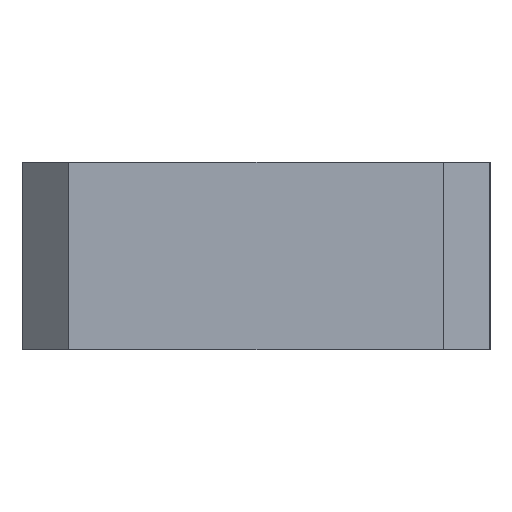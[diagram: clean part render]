
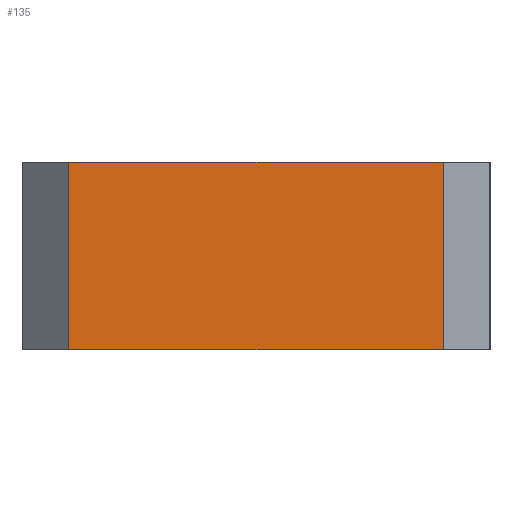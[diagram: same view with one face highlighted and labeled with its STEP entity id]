
A CAD part, left-side view. The second image highlights one B-rep face of the part: STEP entity #135.
In plain terms, the highlighted planar face has unit normal (-1, 0, 0).
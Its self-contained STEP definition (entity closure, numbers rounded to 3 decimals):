
#96=CARTESIAN_POINT('',(-30.0,8.0,0.0));
#97=VERTEX_POINT('',#96);
#98=CARTESIAN_POINT('',(-30.0,-8.0,0.0));
#99=VERTEX_POINT('',#98);
#100=CARTESIAN_POINT('',(-30.0,10.0,0.0));
#101=DIRECTION('',(0.0,-1.0,0.0));
#102=VECTOR('',#101,1.0);
#103=LINE('',#100,#102);
#104=EDGE_CURVE('n� 259',#97,#99,#103,.T.);
#105=ORIENTED_EDGE('',*,*,#104,.T.);
#106=CARTESIAN_POINT('',(-30.0,-8.0,8.0));
#107=VERTEX_POINT('',#106);
#108=CARTESIAN_POINT('',(-30.0,-8.0,8.0));
#109=DIRECTION('',(0.0,0.0,1.0));
#110=VECTOR('',#109,1.0);
#111=LINE('',#108,#110);
#112=EDGE_CURVE('n� 343',#99,#107,#111,.T.);
#113=ORIENTED_EDGE('',*,*,#112,.T.);
#114=CARTESIAN_POINT('',(-30.0,8.0,8.0));
#115=VERTEX_POINT('',#114);
#116=CARTESIAN_POINT('',(-30.0,10.0,8.0));
#117=DIRECTION('',(0.0,-1.0,0.0));
#118=VECTOR('',#117,1.0);
#119=LINE('',#116,#118);
#120=EDGE_CURVE('n� 313',#115,#107,#119,.T.);
#121=ORIENTED_EDGE('',*,*,#120,.F.);
#122=CARTESIAN_POINT('',(-30.0,8.0,8.0));
#123=DIRECTION('',(0.0,0.0,-1.0));
#124=VECTOR('',#123,1.0);
#125=LINE('',#122,#124);
#126=EDGE_CURVE('n� 338',#115,#97,#125,.T.);
#127=ORIENTED_EDGE('',*,*,#126,.T.);
#128=EDGE_LOOP('',(#105,#113,#121,#127));
#129=FACE_OUTER_BOUND('',#128,.T.);
#130=CARTESIAN_POINT('',(-30.0,10.0,8.0));
#131=DIRECTION('',(1.0,0.0,-0.0));
#132=DIRECTION('',(-0.0,0.0,-1.0));
#133=AXIS2_PLACEMENT_3D('',#130,#131,#132);
#134=PLANE('',#133);
#135=ADVANCED_FACE('n� 86',(#129),#134,.F.);
